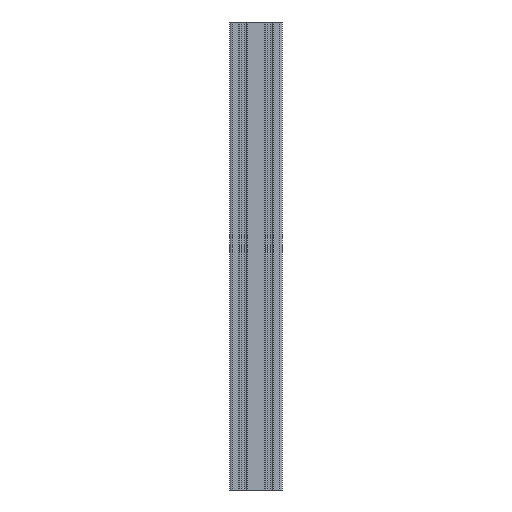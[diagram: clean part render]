
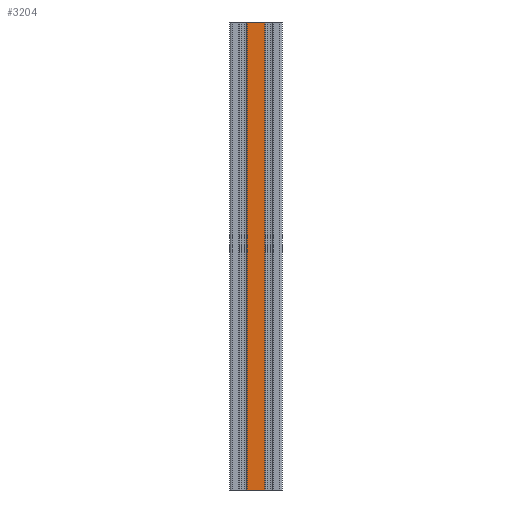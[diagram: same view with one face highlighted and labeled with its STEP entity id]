
A CAD part, left-side view. The second image highlights one B-rep face of the part: STEP entity #3204.
In plain terms, the highlighted planar face has unit normal (-1, 0, 0).
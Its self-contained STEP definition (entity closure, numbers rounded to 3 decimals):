
#285 = LINE ( 'NONE', #6232, #7617 ) ;
#666 = CARTESIAN_POINT ( 'NONE',  ( -150., 8.185, 450. ) ) ;
#783 = DIRECTION ( 'NONE',  ( 0., 0., -1. ) ) ;
#1343 = ORIENTED_EDGE ( 'NONE', *, *, #8455, .F. ) ;
#1456 = CARTESIAN_POINT ( 'NONE',  ( -150., 8.185, 450. ) ) ;
#1530 = EDGE_CURVE ( 'NONE', #2388, #11018, #285, .T. ) ;
#1671 = LINE ( 'NONE', #666, #5591 ) ;
#2388 = VERTEX_POINT ( 'NONE', #6946 ) ;
#3018 = EDGE_CURVE ( 'NONE', #10411, #11018, #5549, .T. ) ;
#3204 = ADVANCED_FACE ( 'NONE', ( #10415 ), #9532, .F. ) ;
#3244 = LINE ( 'NONE', #4950, #9314 ) ;
#3449 = CARTESIAN_POINT ( 'NONE',  ( -150., 8.185, 450. ) ) ;
#3797 = CARTESIAN_POINT ( 'NONE',  ( -150., 8.185, 0. ) ) ;
#4331 = AXIS2_PLACEMENT_3D ( 'NONE', #3449, #6035, #11528 ) ;
#4682 = CARTESIAN_POINT ( 'NONE',  ( -150., -8.185, 0. ) ) ;
#4852 = DIRECTION ( 'NONE',  ( 0., -1., 0. ) ) ;
#4950 = CARTESIAN_POINT ( 'NONE',  ( -150., 8.185, 450. ) ) ;
#5227 = EDGE_CURVE ( 'NONE', #5882, #10411, #1671, .T. ) ;
#5549 = LINE ( 'NONE', #3797, #8232 ) ;
#5591 = VECTOR ( 'NONE', #783, 1000. ) ;
#5882 = VERTEX_POINT ( 'NONE', #1456 ) ;
#6035 = DIRECTION ( 'NONE',  ( 1., 0., 0. ) ) ;
#6232 = CARTESIAN_POINT ( 'NONE',  ( -150., -8.185, 450. ) ) ;
#6405 = ORIENTED_EDGE ( 'NONE', *, *, #1530, .F. ) ;
#6946 = CARTESIAN_POINT ( 'NONE',  ( -150., -8.185, 450. ) ) ;
#7617 = VECTOR ( 'NONE', #10609, 1000. ) ;
#7901 = CARTESIAN_POINT ( 'NONE',  ( -150., 8.185, 0. ) ) ;
#8098 = ORIENTED_EDGE ( 'NONE', *, *, #5227, .T. ) ;
#8232 = VECTOR ( 'NONE', #4852, 1000. ) ;
#8455 = EDGE_CURVE ( 'NONE', #5882, #2388, #3244, .T. ) ;
#9314 = VECTOR ( 'NONE', #11386, 1000. ) ;
#9530 = EDGE_LOOP ( 'NONE', ( #10180, #6405, #1343, #8098 ) ) ;
#9532 = PLANE ( 'NONE',  #4331 ) ;
#10180 = ORIENTED_EDGE ( 'NONE', *, *, #3018, .T. ) ;
#10411 = VERTEX_POINT ( 'NONE', #7901 ) ;
#10415 = FACE_OUTER_BOUND ( 'NONE', #9530, .T. ) ;
#10609 = DIRECTION ( 'NONE',  ( 0., 0., -1. ) ) ;
#11018 = VERTEX_POINT ( 'NONE', #4682 ) ;
#11386 = DIRECTION ( 'NONE',  ( 0., -1., 0. ) ) ;
#11528 = DIRECTION ( 'NONE',  ( 0., 1., 0. ) ) ;
